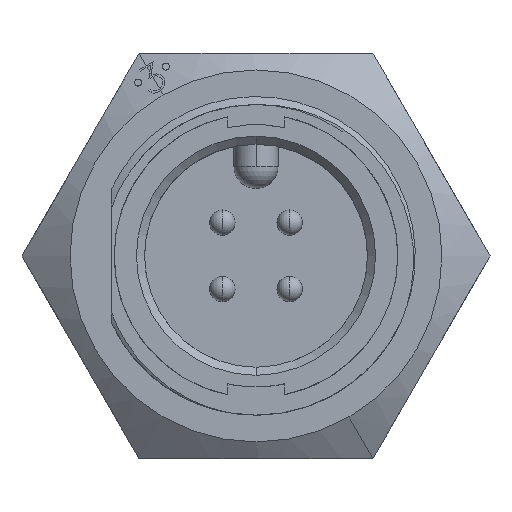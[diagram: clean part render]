
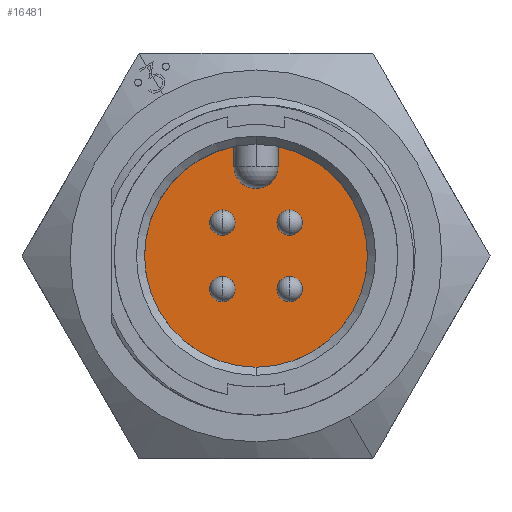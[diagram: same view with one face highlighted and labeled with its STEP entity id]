
A CAD part, top view. The second image highlights one B-rep face of the part: STEP entity #16481.
In plain terms, the highlighted planar face has unit normal (0, 0, 1).
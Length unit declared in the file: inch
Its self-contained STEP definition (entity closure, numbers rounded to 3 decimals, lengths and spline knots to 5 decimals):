
#19 = EDGE_CURVE ( 'NONE', #3356, #9302, #5987, .T. ) ;
#91 = DIRECTION ( 'NONE',  ( 0., 1., 0. ) ) ;
#171 = CARTESIAN_POINT ( 'NONE',  ( -0.05175, 0.082, -0.287 ) ) ;
#299 = VERTEX_POINT ( 'NONE', #13610 ) ;
#315 = VECTOR ( 'NONE', #14238, 39.37008 ) ;
#506 = EDGE_CURVE ( 'NONE', #3787, #299, #14781, .T. ) ;
#877 = AXIS2_PLACEMENT_3D ( 'NONE', #11595, #11831, #4004 ) ;
#1130 = AXIS2_PLACEMENT_3D ( 'NONE', #16258, #16420, #9908 ) ;
#1192 = CARTESIAN_POINT ( 'NONE',  ( -0.083, 0.082, -0.287 ) ) ;
#1223 = DIRECTION ( 'NONE',  ( 0., 0., 1. ) ) ;
#1297 = EDGE_CURVE ( 'NONE', #299, #3787, #3618, .T. ) ;
#1396 = CIRCLE ( 'NONE', #8854, 0.275 ) ;
#1409 = AXIS2_PLACEMENT_3D ( 'NONE', #4889, #1223, #9816 ) ;
#1572 = DIRECTION ( 'NONE',  ( 0., 0., 1. ) ) ;
#1656 = CIRCLE ( 'NONE', #1409, 0.03125 ) ;
#1671 = ORIENTED_EDGE ( 'NONE', *, *, #506, .F. ) ;
#1771 = AXIS2_PLACEMENT_3D ( 'NONE', #14536, #9686, #4340 ) ;
#2523 = CARTESIAN_POINT ( 'NONE',  ( -0.11425, -0.082, -0.287 ) ) ;
#2700 = CARTESIAN_POINT ( 'NONE',  ( 0.0545, 0.2205, -0.287 ) ) ;
#2850 = DIRECTION ( 'NONE',  ( 0., 1., 0. ) ) ;
#3144 = VERTEX_POINT ( 'NONE', #6213 ) ;
#3356 = VERTEX_POINT ( 'NONE', #13198 ) ;
#3618 = CIRCLE ( 'NONE', #12935, 0.03125 ) ;
#3774 = EDGE_LOOP ( 'NONE', ( #10413, #15879 ) ) ;
#3787 = VERTEX_POINT ( 'NONE', #171 ) ;
#3905 = AXIS2_PLACEMENT_3D ( 'NONE', #7531, #6285, #5029 ) ;
#4004 = DIRECTION ( 'NONE',  ( 0., 1., 0. ) ) ;
#4151 = VERTEX_POINT ( 'NONE', #4768 ) ;
#4340 = DIRECTION ( 'NONE',  ( 0., 1., 0. ) ) ;
#4484 = VERTEX_POINT ( 'NONE', #15772 ) ;
#4768 = CARTESIAN_POINT ( 'NONE',  ( 0., -0.275, -0.287 ) ) ;
#4889 = CARTESIAN_POINT ( 'NONE',  ( -0.083, -0.082, -0.287 ) ) ;
#5029 = DIRECTION ( 'NONE',  ( 0., 1., 0. ) ) ;
#5247 = ORIENTED_EDGE ( 'NONE', *, *, #14610, .F. ) ;
#5262 = ORIENTED_EDGE ( 'NONE', *, *, #5350, .F. ) ;
#5289 = FACE_OUTER_BOUND ( 'NONE', #11360, .T. ) ;
#5350 = EDGE_CURVE ( 'NONE', #10596, #6076, #14321, .T. ) ;
#5443 = ORIENTED_EDGE ( 'NONE', *, *, #6477, .F. ) ;
#5619 = CARTESIAN_POINT ( 'NONE',  ( -0.05175, -0.082, -0.287 ) ) ;
#5987 = CIRCLE ( 'NONE', #12089, 0.03125 ) ;
#6010 = EDGE_LOOP ( 'NONE', ( #1671, #14277 ) ) ;
#6050 = CIRCLE ( 'NONE', #1771, 0.0545 ) ;
#6076 = VERTEX_POINT ( 'NONE', #7612 ) ;
#6213 = CARTESIAN_POINT ( 'NONE',  ( 0.05175, 0.082, -0.287 ) ) ;
#6271 = CARTESIAN_POINT ( 'NONE',  ( -0.083, -0.082, -0.287 ) ) ;
#6285 = DIRECTION ( 'NONE',  ( 0., 0., -1. ) ) ;
#6321 = ORIENTED_EDGE ( 'NONE', *, *, #19, .F. ) ;
#6347 = EDGE_CURVE ( 'NONE', #4151, #10211, #1396, .T. ) ;
#6356 = DIRECTION ( 'NONE',  ( 0., 0., 1. ) ) ;
#6386 = CARTESIAN_POINT ( 'NONE',  ( 0.28868, -0.5, -0.287 ) ) ;
#6469 = PLANE ( 'NONE',  #13785 ) ;
#6477 = EDGE_CURVE ( 'NONE', #9302, #3356, #6980, .T. ) ;
#6527 = CARTESIAN_POINT ( 'NONE',  ( 0., 0., -0.287 ) ) ;
#6549 = FACE_BOUND ( 'NONE', #7215, .T. ) ;
#6701 = DIRECTION ( 'NONE',  ( 0., 0., -1. ) ) ;
#6720 = CARTESIAN_POINT ( 'NONE',  ( 0.0545, -0.5, -0.287 ) ) ;
#6980 = CIRCLE ( 'NONE', #1130, 0.03125 ) ;
#7010 = ORIENTED_EDGE ( 'NONE', *, *, #6347, .F. ) ;
#7215 = EDGE_LOOP ( 'NONE', ( #14571, #9115 ) ) ;
#7268 = AXIS2_PLACEMENT_3D ( 'NONE', #6271, #6356, #13946 ) ;
#7441 = VERTEX_POINT ( 'NONE', #8865 ) ;
#7531 = CARTESIAN_POINT ( 'NONE',  ( 0., 0., -0.287 ) ) ;
#7612 = CARTESIAN_POINT ( 'NONE',  ( 0.0545, 0.26955, -0.287 ) ) ;
#7799 = FACE_BOUND ( 'NONE', #6010, .T. ) ;
#7858 = DIRECTION ( 'NONE',  ( 0., 0., -1. ) ) ;
#8388 = AXIS2_PLACEMENT_3D ( 'NONE', #13075, #1572, #12836 ) ;
#8623 = CARTESIAN_POINT ( 'NONE',  ( 0.083, -0.082, -0.287 ) ) ;
#8829 = DIRECTION ( 'NONE',  ( 0., -1., 0. ) ) ;
#8854 = AXIS2_PLACEMENT_3D ( 'NONE', #6527, #7858, #12944 ) ;
#8865 = CARTESIAN_POINT ( 'NONE',  ( 0.11425, 0.082, -0.287 ) ) ;
#8959 = EDGE_CURVE ( 'NONE', #16255, #11054, #12320, .T. ) ;
#9115 = ORIENTED_EDGE ( 'NONE', *, *, #9885, .F. ) ;
#9142 = EDGE_CURVE ( 'NONE', #3144, #7441, #15006, .T. ) ;
#9279 = ORIENTED_EDGE ( 'NONE', *, *, #14882, .F. ) ;
#9302 = VERTEX_POINT ( 'NONE', #14774 ) ;
#9596 = EDGE_CURVE ( 'NONE', #7441, #3144, #13446, .T. ) ;
#9686 = DIRECTION ( 'NONE',  ( 0., 0., 1. ) ) ;
#9816 = DIRECTION ( 'NONE',  ( 0., 1., 0. ) ) ;
#9885 = EDGE_CURVE ( 'NONE', #11054, #16255, #1656, .T. ) ;
#9908 = DIRECTION ( 'NONE',  ( 0., 1., 0. ) ) ;
#10211 = VERTEX_POINT ( 'NONE', #11637 ) ;
#10329 = CARTESIAN_POINT ( 'NONE',  ( -0.0545, -0.5, -0.287 ) ) ;
#10413 = ORIENTED_EDGE ( 'NONE', *, *, #9596, .F. ) ;
#10596 = VERTEX_POINT ( 'NONE', #2700 ) ;
#10890 = ORIENTED_EDGE ( 'NONE', *, *, #15508, .F. ) ;
#11054 = VERTEX_POINT ( 'NONE', #2523 ) ;
#11360 = EDGE_LOOP ( 'NONE', ( #10890, #7010, #5247, #5262, #9279 ) ) ;
#11593 = CARTESIAN_POINT ( 'NONE',  ( -0.083, 0.082, -0.287 ) ) ;
#11595 = CARTESIAN_POINT ( 'NONE',  ( 0.083, 0.082, -0.287 ) ) ;
#11637 = CARTESIAN_POINT ( 'NONE',  ( -0.0545, 0.26955, -0.287 ) ) ;
#11831 = DIRECTION ( 'NONE',  ( 0., 0., 1. ) ) ;
#12089 = AXIS2_PLACEMENT_3D ( 'NONE', #8623, #12948, #2850 ) ;
#12320 = CIRCLE ( 'NONE', #7268, 0.03125 ) ;
#12695 = DIRECTION ( 'NONE',  ( 0., 0., 1. ) ) ;
#12836 = DIRECTION ( 'NONE',  ( 0., 1., 0. ) ) ;
#12935 = AXIS2_PLACEMENT_3D ( 'NONE', #1192, #12695, #14886 ) ;
#12944 = DIRECTION ( 'NONE',  ( 0., 1., 0. ) ) ;
#12948 = DIRECTION ( 'NONE',  ( 0., 0., 1. ) ) ;
#13075 = CARTESIAN_POINT ( 'NONE',  ( 0.083, 0.082, -0.287 ) ) ;
#13198 = CARTESIAN_POINT ( 'NONE',  ( 0.05175, -0.082, -0.287 ) ) ;
#13446 = CIRCLE ( 'NONE', #8388, 0.03125 ) ;
#13610 = CARTESIAN_POINT ( 'NONE',  ( -0.11425, 0.082, -0.287 ) ) ;
#13703 = EDGE_LOOP ( 'NONE', ( #5443, #6321 ) ) ;
#13785 = AXIS2_PLACEMENT_3D ( 'NONE', #6386, #6701, #15320 ) ;
#13946 = DIRECTION ( 'NONE',  ( 0., 1., 0. ) ) ;
#14238 = DIRECTION ( 'NONE',  ( 0., 1., 0. ) ) ;
#14277 = ORIENTED_EDGE ( 'NONE', *, *, #1297, .F. ) ;
#14321 = LINE ( 'NONE', #6720, #315 ) ;
#14414 = FACE_BOUND ( 'NONE', #13703, .T. ) ;
#14536 = CARTESIAN_POINT ( 'NONE',  ( 0., 0.2205, -0.287 ) ) ;
#14571 = ORIENTED_EDGE ( 'NONE', *, *, #8959, .F. ) ;
#14574 = CIRCLE ( 'NONE', #3905, 0.275 ) ;
#14610 = EDGE_CURVE ( 'NONE', #6076, #4151, #14574, .T. ) ;
#14670 = FACE_BOUND ( 'NONE', #3774, .T. ) ;
#14774 = CARTESIAN_POINT ( 'NONE',  ( 0.11425, -0.082, -0.287 ) ) ;
#14781 = CIRCLE ( 'NONE', #16114, 0.03125 ) ;
#14835 = VECTOR ( 'NONE', #8829, 39.37008 ) ;
#14882 = EDGE_CURVE ( 'NONE', #4484, #10596, #6050, .T. ) ;
#14886 = DIRECTION ( 'NONE',  ( 0., 1., 0. ) ) ;
#15006 = CIRCLE ( 'NONE', #877, 0.03125 ) ;
#15184 = LINE ( 'NONE', #10329, #14835 ) ;
#15320 = DIRECTION ( 'NONE',  ( -0.5, 0.866, 0. ) ) ;
#15508 = EDGE_CURVE ( 'NONE', #10211, #4484, #15184, .T. ) ;
#15523 = DIRECTION ( 'NONE',  ( 0., 0., 1. ) ) ;
#15772 = CARTESIAN_POINT ( 'NONE',  ( -0.0545, 0.2205, -0.287 ) ) ;
#15879 = ORIENTED_EDGE ( 'NONE', *, *, #9142, .F. ) ;
#16114 = AXIS2_PLACEMENT_3D ( 'NONE', #11593, #15523, #91 ) ;
#16255 = VERTEX_POINT ( 'NONE', #5619 ) ;
#16258 = CARTESIAN_POINT ( 'NONE',  ( 0.083, -0.082, -0.287 ) ) ;
#16420 = DIRECTION ( 'NONE',  ( 0., 0., 1. ) ) ;
#16481 = ADVANCED_FACE ( 'NONE', ( #14670, #14414, #7799, #5289, #6549 ), #6469, .F. ) ;
